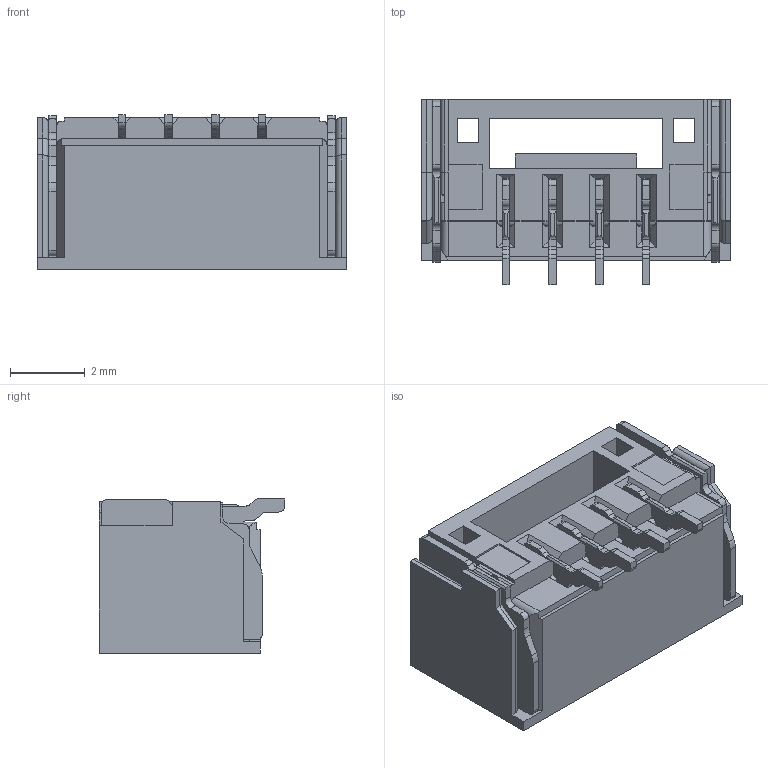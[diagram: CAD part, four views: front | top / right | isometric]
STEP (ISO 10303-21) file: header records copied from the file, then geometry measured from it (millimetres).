
FILE_DESCRIPTION (( 'STEP AP214' ), '1' );
FILE_NAME ('WF14-0N04T41N11.STEP', '2023-08-14T12:54:30', ( '' ), ( '' ), 'SwSTEP 2.0', 'SolidWorks 2023', '' );
FILE_SCHEMA (( 'AUTOMOTIVE_DESIGN' ));
Length unit declared in the file: millimetre
Products named in the file (1): WF14-0N04T41N11
Bounding box: 8.25 x 4.95 x 4.12 mm (x, y, z)
Volume: 82.5 mm3; surface area: 389.6 mm2
Topology: 1 solids, 1 shells, 552 faces, 1639 edges, 1058 vertices
Faces by surface type: plane 370, cylinder 182
Entity records: 20478 total; most frequent: CARTESIAN_POINT 3358, ORIENTED_EDGE 3278, DIRECTION 3039, EDGE_CURVE 1639, VECTOR 1273, LINE 1273, VERTEX_POINT 1058, AXIS2_PLACEMENT_3D 883
